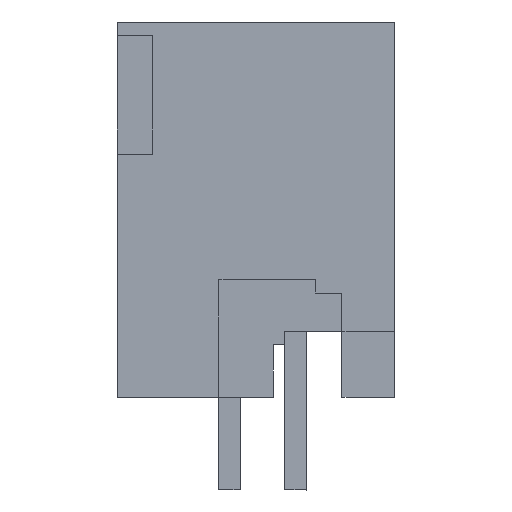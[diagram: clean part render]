
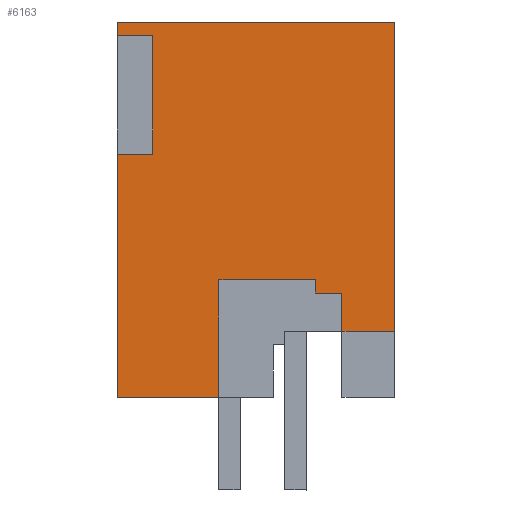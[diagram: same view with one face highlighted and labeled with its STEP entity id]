
A CAD part, left-side view. The second image highlights one B-rep face of the part: STEP entity #6163.
In plain terms, the highlighted planar face has unit normal (-1, 0, 0).
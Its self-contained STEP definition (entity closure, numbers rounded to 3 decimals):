
#6091=AXIS2_PLACEMENT_3D('Plane Axis2P3D',#6088,#6089,#6090) ;
#1216=CARTESIAN_POINT('Vertex',(0.,6.65,3.5)) ;
#1219=CARTESIAN_POINT('Line Origine',(0.,8.575,3.5)) ;
#1223=CARTESIAN_POINT('Vertex',(0.,10.5,3.5)) ;
#2432=CARTESIAN_POINT('Vertex',(0.,2.,6.)) ;
#2435=CARTESIAN_POINT('Line Origine',(0.,2.,6.725)) ;
#2439=CARTESIAN_POINT('Vertex',(0.,2.,7.45)) ;
#2471=CARTESIAN_POINT('Line Origine',(0.,2.5,7.45)) ;
#2475=CARTESIAN_POINT('Vertex',(0.,3.,7.45)) ;
#2493=CARTESIAN_POINT('Line Origine',(0.,3.,7.7)) ;
#2497=CARTESIAN_POINT('Vertex',(0.,3.,7.95)) ;
#2522=CARTESIAN_POINT('Line Origine',(0.,4.825,7.95)) ;
#2526=CARTESIAN_POINT('Vertex',(0.,6.65,7.95)) ;
#2551=CARTESIAN_POINT('Line Origine',(0.,6.65,5.725)) ;
#6088=CARTESIAN_POINT('Axis2P3D Location',(0.,10.5,0.)) ;
#6093=CARTESIAN_POINT('Line Origine',(0.,10.5,8.1)) ;
#6097=CARTESIAN_POINT('Vertex',(0.,10.5,12.7)) ;
#6100=CARTESIAN_POINT('Line Origine',(0.,1.,6.)) ;
#6104=CARTESIAN_POINT('Vertex',(0.,0.,6.)) ;
#6107=CARTESIAN_POINT('Line Origine',(0.,0.,11.85)) ;
#6111=CARTESIAN_POINT('Vertex',(0.,0.,17.7)) ;
#6114=CARTESIAN_POINT('Line Origine',(0.,5.25,17.7)) ;
#6118=CARTESIAN_POINT('Vertex',(0.,10.5,17.7)) ;
#6121=CARTESIAN_POINT('Line Origine',(0.,10.5,17.45)) ;
#6125=CARTESIAN_POINT('Vertex',(0.,10.5,17.2)) ;
#6128=CARTESIAN_POINT('Line Origine',(0.,9.825,17.2)) ;
#6132=CARTESIAN_POINT('Vertex',(0.,9.15,17.2)) ;
#6135=CARTESIAN_POINT('Line Origine',(0.,9.15,14.95)) ;
#6139=CARTESIAN_POINT('Vertex',(0.,9.15,12.7)) ;
#6142=CARTESIAN_POINT('Line Origine',(0.,9.825,12.7)) ;
#1220=DIRECTION('Vector Direction',(0.,1.,0.)) ;
#2436=DIRECTION('Vector Direction',(0.,0.,-1.)) ;
#2472=DIRECTION('Vector Direction',(0.,1.,0.)) ;
#2494=DIRECTION('Vector Direction',(0.,0.,1.)) ;
#2523=DIRECTION('Vector Direction',(0.,1.,0.)) ;
#2552=DIRECTION('Vector Direction',(0.,0.,1.)) ;
#6089=DIRECTION('Axis2P3D Direction',(-1.,0.,0.)) ;
#6090=DIRECTION('Axis2P3D XDirection',(0.,0.,1.)) ;
#6094=DIRECTION('Vector Direction',(0.,0.,1.)) ;
#6101=DIRECTION('Vector Direction',(0.,1.,0.)) ;
#6108=DIRECTION('Vector Direction',(0.,0.,1.)) ;
#6115=DIRECTION('Vector Direction',(0.,1.,0.)) ;
#6122=DIRECTION('Vector Direction',(0.,0.,1.)) ;
#6129=DIRECTION('Vector Direction',(0.,-1.,0.)) ;
#6136=DIRECTION('Vector Direction',(0.,0.,-1.)) ;
#6143=DIRECTION('Vector Direction',(0.,-1.,0.)) ;
#1221=VECTOR('Line Direction',#1220,1.) ;
#2437=VECTOR('Line Direction',#2436,1.) ;
#2473=VECTOR('Line Direction',#2472,1.) ;
#2495=VECTOR('Line Direction',#2494,1.) ;
#2524=VECTOR('Line Direction',#2523,1.) ;
#2553=VECTOR('Line Direction',#2552,1.) ;
#6095=VECTOR('Line Direction',#6094,1.) ;
#6102=VECTOR('Line Direction',#6101,1.) ;
#6109=VECTOR('Line Direction',#6108,1.) ;
#6116=VECTOR('Line Direction',#6115,1.) ;
#6123=VECTOR('Line Direction',#6122,1.) ;
#6130=VECTOR('Line Direction',#6129,1.) ;
#6137=VECTOR('Line Direction',#6136,1.) ;
#6144=VECTOR('Line Direction',#6143,1.) ;
#6148=ORIENTED_EDGE('',*,*,#6099,.T.) ;
#6149=ORIENTED_EDGE('',*,*,#1225,.T.) ;
#6150=ORIENTED_EDGE('',*,*,#2555,.T.) ;
#6151=ORIENTED_EDGE('',*,*,#2528,.T.) ;
#6152=ORIENTED_EDGE('',*,*,#2499,.T.) ;
#6153=ORIENTED_EDGE('',*,*,#2477,.T.) ;
#6154=ORIENTED_EDGE('',*,*,#2441,.T.) ;
#6155=ORIENTED_EDGE('',*,*,#6106,.T.) ;
#6156=ORIENTED_EDGE('',*,*,#6113,.T.) ;
#6157=ORIENTED_EDGE('',*,*,#6120,.T.) ;
#6158=ORIENTED_EDGE('',*,*,#6127,.T.) ;
#6159=ORIENTED_EDGE('',*,*,#6134,.F.) ;
#6160=ORIENTED_EDGE('',*,*,#6141,.F.) ;
#6161=ORIENTED_EDGE('',*,*,#6146,.F.) ;
#6163=ADVANCED_FACE('HOUSING',(#6162),#6092,.T.) ;
#1225=EDGE_CURVE('',#1224,#1217,#1222,.F.) ;
#2441=EDGE_CURVE('',#2440,#2433,#2438,.T.) ;
#2477=EDGE_CURVE('',#2476,#2440,#2474,.F.) ;
#2499=EDGE_CURVE('',#2498,#2476,#2496,.F.) ;
#2528=EDGE_CURVE('',#2527,#2498,#2525,.F.) ;
#2555=EDGE_CURVE('',#1217,#2527,#2554,.T.) ;
#6099=EDGE_CURVE('',#6098,#1224,#6096,.F.) ;
#6106=EDGE_CURVE('',#2433,#6105,#6103,.F.) ;
#6113=EDGE_CURVE('',#6105,#6112,#6110,.T.) ;
#6120=EDGE_CURVE('',#6112,#6119,#6117,.T.) ;
#6127=EDGE_CURVE('',#6119,#6126,#6124,.F.) ;
#6134=EDGE_CURVE('',#6133,#6126,#6131,.F.) ;
#6141=EDGE_CURVE('',#6140,#6133,#6138,.F.) ;
#6146=EDGE_CURVE('',#6098,#6140,#6145,.T.) ;
#6147=EDGE_LOOP('',(#6148,#6149,#6150,#6151,#6152,#6153,#6154,#6155,#6156,#6157,#6158,#6159,#6160,#6161)) ;
#6162=FACE_OUTER_BOUND('',#6147,.T.) ;
#1222=LINE('Line',#1219,#1221) ;
#2438=LINE('Line',#2435,#2437) ;
#2474=LINE('Line',#2471,#2473) ;
#2496=LINE('Line',#2493,#2495) ;
#2525=LINE('Line',#2522,#2524) ;
#2554=LINE('Line',#2551,#2553) ;
#6096=LINE('Line',#6093,#6095) ;
#6103=LINE('Line',#6100,#6102) ;
#6110=LINE('Line',#6107,#6109) ;
#6117=LINE('Line',#6114,#6116) ;
#6124=LINE('Line',#6121,#6123) ;
#6131=LINE('Line',#6128,#6130) ;
#6138=LINE('Line',#6135,#6137) ;
#6145=LINE('Line',#6142,#6144) ;
#6092=PLANE('',#6091) ;
#1217=VERTEX_POINT('',#1216) ;
#1224=VERTEX_POINT('',#1223) ;
#2433=VERTEX_POINT('',#2432) ;
#2440=VERTEX_POINT('',#2439) ;
#2476=VERTEX_POINT('',#2475) ;
#2498=VERTEX_POINT('',#2497) ;
#2527=VERTEX_POINT('',#2526) ;
#6098=VERTEX_POINT('',#6097) ;
#6105=VERTEX_POINT('',#6104) ;
#6112=VERTEX_POINT('',#6111) ;
#6119=VERTEX_POINT('',#6118) ;
#6126=VERTEX_POINT('',#6125) ;
#6133=VERTEX_POINT('',#6132) ;
#6140=VERTEX_POINT('',#6139) ;
